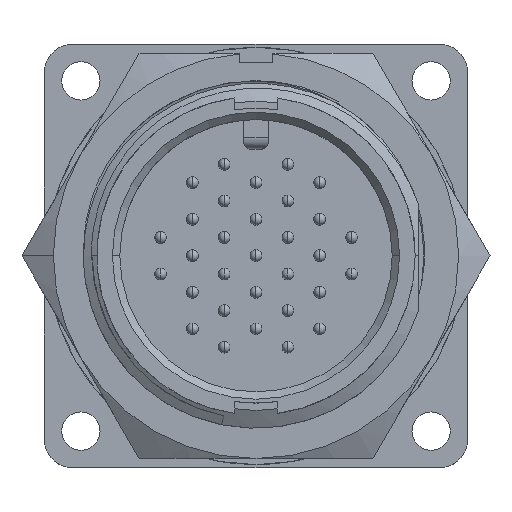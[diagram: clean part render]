
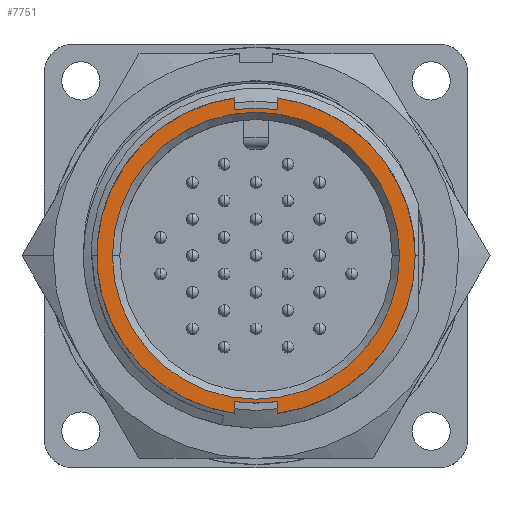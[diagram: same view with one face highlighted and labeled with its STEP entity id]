
A CAD part, top view. The second image highlights one B-rep face of the part: STEP entity #7751.
In plain terms, the highlighted planar face has unit normal (0, 0, 1).
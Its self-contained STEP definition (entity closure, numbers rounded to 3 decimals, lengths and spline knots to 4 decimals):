
#99 = EDGE_CURVE ( 'NONE', #22658, #8500, #15589, .T. ) ;
#101 = CARTESIAN_POINT ( 'NONE',  ( 0.0725, -0.5351, 0.666 ) ) ;
#231 = VERTEX_POINT ( 'NONE', #29127 ) ;
#303 = AXIS2_PLACEMENT_3D ( 'NONE', #32322, #14379, #35329 ) ;
#1261 = VERTEX_POINT ( 'NONE', #28710 ) ;
#1738 = AXIS2_PLACEMENT_3D ( 'NONE', #6408, #27377, #9424 ) ;
#2005 = EDGE_CURVE ( 'NONE', #7056, #15120, #34191, .T. ) ;
#3015 = CARTESIAN_POINT ( 'NONE',  ( 0.0725, 0.5351, 0.666 ) ) ;
#3226 = VERTEX_POINT ( 'NONE', #16218 ) ;
#3977 = CARTESIAN_POINT ( 'NONE',  ( -0.0725, 0.5351, 0.666 ) ) ;
#4339 = CARTESIAN_POINT ( 'NONE',  ( 0., 0., 0.666 ) ) ;
#4378 = CARTESIAN_POINT ( 'NONE',  ( 0.0725, 0.4947, 0.666 ) ) ;
#4975 = CIRCLE ( 'NONE', #14739, 0.54 ) ;
#5732 = AXIS2_PLACEMENT_3D ( 'NONE', #25507, #7569, #28529 ) ;
#6247 = AXIS2_PLACEMENT_3D ( 'NONE', #11906, #32860, #14931 ) ;
#6408 = CARTESIAN_POINT ( 'NONE',  ( 0., 0., 0.666 ) ) ;
#6717 = VECTOR ( 'NONE', #10005, 39.3701 ) ;
#7056 = VERTEX_POINT ( 'NONE', #7629 ) ;
#7357 = DIRECTION ( 'NONE',  ( 1., 0., 0. ) ) ;
#7569 = DIRECTION ( 'NONE',  ( 0., 0., -1. ) ) ;
#7629 = CARTESIAN_POINT ( 'NONE',  ( 0.0725, 0.5351, 0.666 ) ) ;
#7747 = EDGE_CURVE ( 'NONE', #231, #1261, #38655, .T. ) ;
#7751 = ADVANCED_FACE ( 'NONE', ( #30714, #11151 ), #26033, .T. ) ;
#8090 = DIRECTION ( 'NONE',  ( 0., 0., 1. ) ) ;
#8282 = ORIENTED_EDGE ( 'NONE', *, *, #34573, .T. ) ;
#8500 = VERTEX_POINT ( 'NONE', #29622 ) ;
#9424 = DIRECTION ( 'NONE',  ( 1., 0., 0. ) ) ;
#9596 = CIRCLE ( 'NONE', #1738, 0.5 ) ;
#10005 = DIRECTION ( 'NONE',  ( 0., 1., 0. ) ) ;
#10596 = EDGE_CURVE ( 'NONE', #3226, #7056, #4975, .T. ) ;
#10974 = VECTOR ( 'NONE', #20016, 39.3701 ) ;
#11151 = FACE_OUTER_BOUND ( 'NONE', #15248, .T. ) ;
#11906 = CARTESIAN_POINT ( 'NONE',  ( 0., 0., 0.666 ) ) ;
#12139 = EDGE_CURVE ( 'NONE', #15120, #22658, #9596, .T. ) ;
#12876 = LINE ( 'NONE', #16979, #10974 ) ;
#13080 = CARTESIAN_POINT ( 'NONE',  ( 0., 0., 0.666 ) ) ;
#14112 = CIRCLE ( 'NONE', #19726, 0.54 ) ;
#14379 = DIRECTION ( 'NONE',  ( 0., 0., 1. ) ) ;
#14739 = AXIS2_PLACEMENT_3D ( 'NONE', #4339, #25308, #7357 ) ;
#14931 = DIRECTION ( 'NONE',  ( 1., 0., 0. ) ) ;
#15120 = VERTEX_POINT ( 'NONE', #4378 ) ;
#15248 = EDGE_LOOP ( 'NONE', ( #34132, #27588, #19459, #36670, #29194, #35594, #17482, #8282, #31455 ) ) ;
#15589 = LINE ( 'NONE', #3977, #6717 ) ;
#15667 = EDGE_CURVE ( 'NONE', #37371, #15789, #35636, .T. ) ;
#15695 = ORIENTED_EDGE ( 'NONE', *, *, #33695, .T. ) ;
#15789 = VERTEX_POINT ( 'NONE', #16708 ) ;
#16076 = DIRECTION ( 'NONE',  ( 1., 0., 0. ) ) ;
#16167 = CARTESIAN_POINT ( 'NONE',  ( 0.487, 0., 0.666 ) ) ;
#16218 = CARTESIAN_POINT ( 'NONE',  ( 0.54, 0., 0.666 ) ) ;
#16708 = CARTESIAN_POINT ( 'NONE',  ( -0.487, 0., 0.666 ) ) ;
#16940 = DIRECTION ( 'NONE',  ( 0., 1., 0. ) ) ;
#16979 = CARTESIAN_POINT ( 'NONE',  ( 0.0725, -0.4947, 0.666 ) ) ;
#17215 = CIRCLE ( 'NONE', #6247, 0.5 ) ;
#17253 = DIRECTION ( 'NONE',  ( 0., 0., 1. ) ) ;
#17482 = ORIENTED_EDGE ( 'NONE', *, *, #7747, .T. ) ;
#19118 = VECTOR ( 'NONE', #16940, 39.3701 ) ;
#19459 = ORIENTED_EDGE ( 'NONE', *, *, #2005, .T. ) ;
#19726 = AXIS2_PLACEMENT_3D ( 'NONE', #35221, #17253, #38232 ) ;
#20016 = DIRECTION ( 'NONE',  ( 0., -1., 0. ) ) ;
#20954 = DIRECTION ( 'NONE',  ( 0., -1., 0. ) ) ;
#21424 = VERTEX_POINT ( 'NONE', #101 ) ;
#22469 = CIRCLE ( 'NONE', #5732, 0.487 ) ;
#22543 = EDGE_CURVE ( 'NONE', #28798, #21424, #12876, .T. ) ;
#22594 = EDGE_CURVE ( 'NONE', #21424, #3226, #26018, .T. ) ;
#22624 = AXIS2_PLACEMENT_3D ( 'NONE', #13080, #34023, #16076 ) ;
#22658 = VERTEX_POINT ( 'NONE', #23569 ) ;
#23569 = CARTESIAN_POINT ( 'NONE',  ( -0.0725, 0.4947, 0.666 ) ) ;
#25308 = DIRECTION ( 'NONE',  ( 0., 0., 1. ) ) ;
#25507 = CARTESIAN_POINT ( 'NONE',  ( 0., 0., 0.666 ) ) ;
#26018 = CIRCLE ( 'NONE', #303, 0.54 ) ;
#26033 = PLANE ( 'NONE',  #35487 ) ;
#27377 = DIRECTION ( 'NONE',  ( 0., 0., 1. ) ) ;
#27588 = ORIENTED_EDGE ( 'NONE', *, *, #10596, .T. ) ;
#28529 = DIRECTION ( 'NONE',  ( 1., 0., 0. ) ) ;
#28710 = CARTESIAN_POINT ( 'NONE',  ( -0.0725, -0.4947, 0.666 ) ) ;
#28798 = VERTEX_POINT ( 'NONE', #35667 ) ;
#29055 = DIRECTION ( 'NONE',  ( 1., 0., 0. ) ) ;
#29127 = CARTESIAN_POINT ( 'NONE',  ( -0.0725, -0.5351, 0.666 ) ) ;
#29194 = ORIENTED_EDGE ( 'NONE', *, *, #99, .T. ) ;
#29622 = CARTESIAN_POINT ( 'NONE',  ( -0.0725, 0.5351, 0.666 ) ) ;
#30395 = EDGE_CURVE ( 'NONE', #8500, #231, #14112, .T. ) ;
#30714 = FACE_BOUND ( 'NONE', #35205, .T. ) ;
#31455 = ORIENTED_EDGE ( 'NONE', *, *, #22543, .T. ) ;
#31899 = CARTESIAN_POINT ( 'NONE',  ( 0., 0., 0.666 ) ) ;
#32322 = CARTESIAN_POINT ( 'NONE',  ( 0., 0., 0.666 ) ) ;
#32519 = ORIENTED_EDGE ( 'NONE', *, *, #15667, .T. ) ;
#32860 = DIRECTION ( 'NONE',  ( 0., 0., 1. ) ) ;
#33695 = EDGE_CURVE ( 'NONE', #15789, #37371, #22469, .T. ) ;
#34023 = DIRECTION ( 'NONE',  ( 0., 0., -1. ) ) ;
#34132 = ORIENTED_EDGE ( 'NONE', *, *, #22594, .T. ) ;
#34191 = LINE ( 'NONE', #3015, #35118 ) ;
#34573 = EDGE_CURVE ( 'NONE', #1261, #28798, #17215, .T. ) ;
#35118 = VECTOR ( 'NONE', #20954, 39.3701 ) ;
#35205 = EDGE_LOOP ( 'NONE', ( #32519, #15695 ) ) ;
#35221 = CARTESIAN_POINT ( 'NONE',  ( 0., 0., 0.666 ) ) ;
#35329 = DIRECTION ( 'NONE',  ( 1., 0., 0. ) ) ;
#35487 = AXIS2_PLACEMENT_3D ( 'NONE', #31899, #8090, #29055 ) ;
#35594 = ORIENTED_EDGE ( 'NONE', *, *, #30395, .T. ) ;
#35636 = CIRCLE ( 'NONE', #22624, 0.487 ) ;
#35667 = CARTESIAN_POINT ( 'NONE',  ( 0.0725, -0.4947, 0.666 ) ) ;
#36670 = ORIENTED_EDGE ( 'NONE', *, *, #12139, .T. ) ;
#37371 = VERTEX_POINT ( 'NONE', #16167 ) ;
#37799 = CARTESIAN_POINT ( 'NONE',  ( -0.0725, -0.4947, 0.666 ) ) ;
#38232 = DIRECTION ( 'NONE',  ( 1., 0., 0. ) ) ;
#38655 = LINE ( 'NONE', #37799, #19118 ) ;
